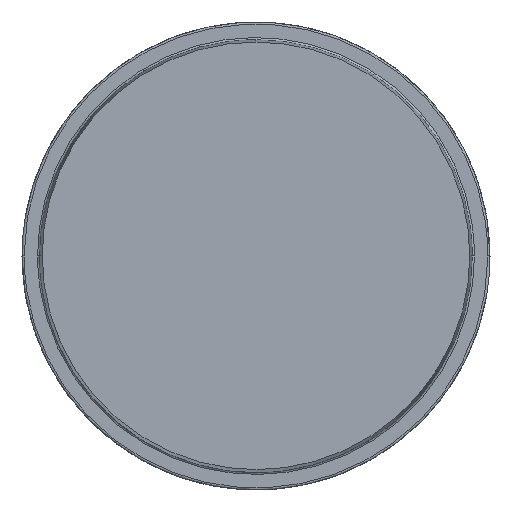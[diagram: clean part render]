
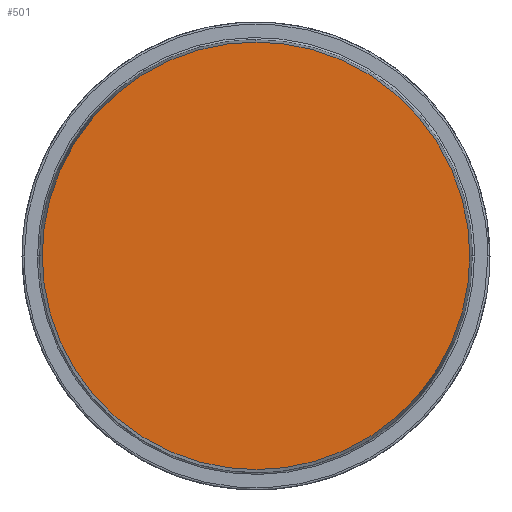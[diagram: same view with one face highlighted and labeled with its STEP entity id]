
A CAD part, top view. The second image highlights one B-rep face of the part: STEP entity #501.
In plain terms, the highlighted planar face has unit normal (0, 0, 1).
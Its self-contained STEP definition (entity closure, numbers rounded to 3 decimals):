
#501=ADVANCED_FACE('',(#569),#1468,.T.);
#569=FACE_OUTER_BOUND('',#639,.T.);
#639=EDGE_LOOP('',(#928,#929,#930,#931));
#928=ORIENTED_EDGE('',*,*,#1119,.T.);
#929=ORIENTED_EDGE('',*,*,#1122,.T.);
#930=ORIENTED_EDGE('',*,*,#1124,.T.);
#931=ORIENTED_EDGE('',*,*,#1126,.T.);
#1119=EDGE_CURVE('',#1390,#1391,#1289,.T.);
#1122=EDGE_CURVE('',#1391,#1392,#1292,.T.);
#1124=EDGE_CURVE('',#1392,#1393,#1294,.T.);
#1126=EDGE_CURVE('',#1393,#1390,#1296,.T.);
#1289=(
BOUNDED_CURVE()
B_SPLINE_CURVE(2,(#3878,#3879,#3880),.UNSPECIFIED.,.F.,.F.)
B_SPLINE_CURVE_WITH_KNOTS((3,3),(-315.289,-236.466),
 .UNSPECIFIED.)
CURVE()
GEOMETRIC_REPRESENTATION_ITEM()
RATIONAL_B_SPLINE_CURVE((1.,0.707,1.))
REPRESENTATION_ITEM('')
);
#1292=(
BOUNDED_CURVE()
B_SPLINE_CURVE(2,(#3885,#3886,#3887),.UNSPECIFIED.,.F.,.F.)
B_SPLINE_CURVE_WITH_KNOTS((3,3),(-236.466,-157.644),
 .UNSPECIFIED.)
CURVE()
GEOMETRIC_REPRESENTATION_ITEM()
RATIONAL_B_SPLINE_CURVE((1.,0.707,1.))
REPRESENTATION_ITEM('')
);
#1294=(
BOUNDED_CURVE()
B_SPLINE_CURVE(2,(#3890,#3891,#3892),.UNSPECIFIED.,.F.,.F.)
B_SPLINE_CURVE_WITH_KNOTS((3,3),(-157.644,-78.822),
 .UNSPECIFIED.)
CURVE()
GEOMETRIC_REPRESENTATION_ITEM()
RATIONAL_B_SPLINE_CURVE((1.,0.707,1.))
REPRESENTATION_ITEM('')
);
#1296=(
BOUNDED_CURVE()
B_SPLINE_CURVE(2,(#3895,#3896,#3897),.UNSPECIFIED.,.F.,.F.)
B_SPLINE_CURVE_WITH_KNOTS((3,3),(-78.822,0.),.UNSPECIFIED.)
CURVE()
GEOMETRIC_REPRESENTATION_ITEM()
RATIONAL_B_SPLINE_CURVE((1.,0.707,1.))
REPRESENTATION_ITEM('')
);
#1390=VERTEX_POINT('',#3817);
#1391=VERTEX_POINT('',#3818);
#1392=VERTEX_POINT('',#3819);
#1393=VERTEX_POINT('',#3820);
#1468=PLANE('',#1507);
#1507=AXIS2_PLACEMENT_3D('',#3564,#1529,$);
#1529=DIRECTION('',(0.,0.,1.));
#3564=CARTESIAN_POINT('',(41.887,78.964,72.602));
#3817=CARTESIAN_POINT('',(143.25,27.781,72.602));
#3818=CARTESIAN_POINT('',(93.07,77.961,72.602));
#3819=CARTESIAN_POINT('',(42.89,27.781,72.602));
#3820=CARTESIAN_POINT('',(93.07,-22.399,72.602));
#3878=CARTESIAN_POINT('',(143.25,27.781,72.602));
#3879=CARTESIAN_POINT('',(143.25,77.961,72.602));
#3880=CARTESIAN_POINT('',(93.07,77.961,72.602));
#3885=CARTESIAN_POINT('',(93.07,77.961,72.602));
#3886=CARTESIAN_POINT('',(42.89,77.961,72.602));
#3887=CARTESIAN_POINT('',(42.89,27.781,72.602));
#3890=CARTESIAN_POINT('',(42.89,27.781,72.602));
#3891=CARTESIAN_POINT('',(42.89,-22.399,72.602));
#3892=CARTESIAN_POINT('',(93.07,-22.399,72.602));
#3895=CARTESIAN_POINT('',(93.07,-22.399,72.602));
#3896=CARTESIAN_POINT('',(143.25,-22.399,72.602));
#3897=CARTESIAN_POINT('',(143.25,27.781,72.602));
